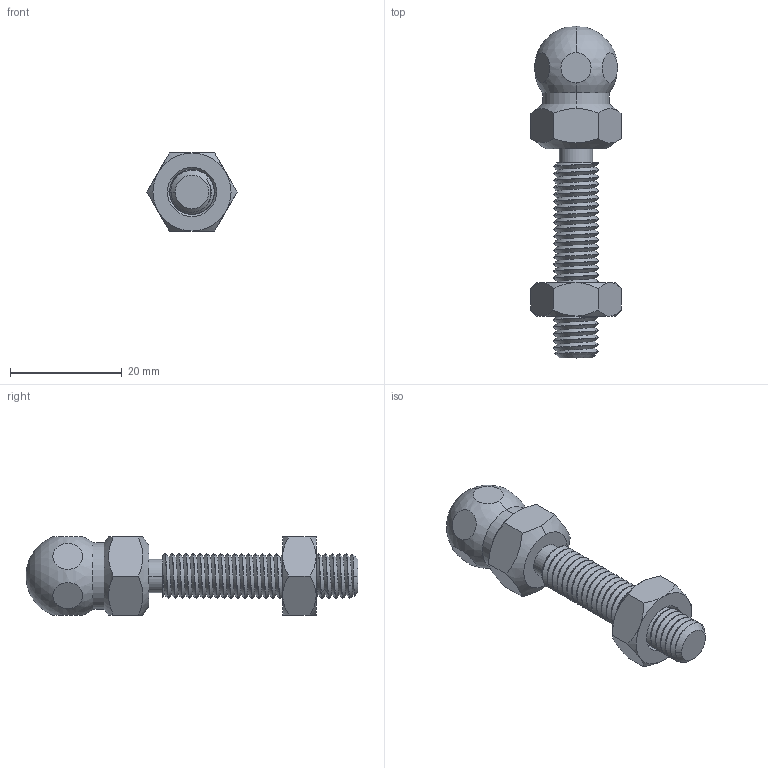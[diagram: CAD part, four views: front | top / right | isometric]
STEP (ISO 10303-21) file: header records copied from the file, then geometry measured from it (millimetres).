
FILE_DESCRIPTION((''),'2;1');
FILE_NAME('1Y12-A41A-02_ASM','2021-05-21T15:55:55',('Administrator'),(''),'CREO PARAMETRIC BY PTC INC, 2019224','CREO PARAMETRIC BY PTC INC, 2019224','');
FILE_SCHEMA(('CONFIG_CONTROL_DESIGN'));
Length unit declared in the file: millimetre
Products named in the file (3): 1Y12-A41A-01; M8; 1Y12-A41A-02_ASM
Assembly tree (2 placements, depth 2):
  1Y12-A41A-02_ASM
    1Y12-A41A-01
    M8
Bounding box: 16.17 x 59.5 x 14 mm (x, y, z)
Volume: 5367.5 mm3; surface area: 3052.2 mm2
Topology: 2 solids, 2 shells, 133 faces, 355 edges, 230 vertices
Faces by surface type: cylinder 64, plane 23, cone 22, bspline 22, sphere 2
Entity records: 9978 total; most frequent: CARTESIAN_POINT 7006, ORIENTED_EDGE 706, DIRECTION 433, EDGE_CURVE 353, VERTEX_POINT 230, B_SPLINE_CURVE_WITH_KNOTS 200, AXIS2_PLACEMENT_3D 164, EDGE_LOOP 141
